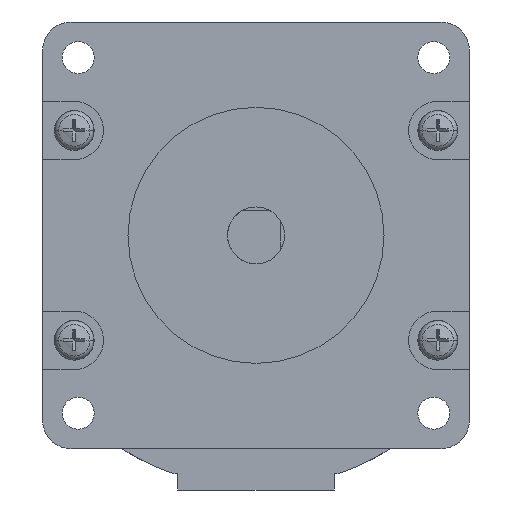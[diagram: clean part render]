
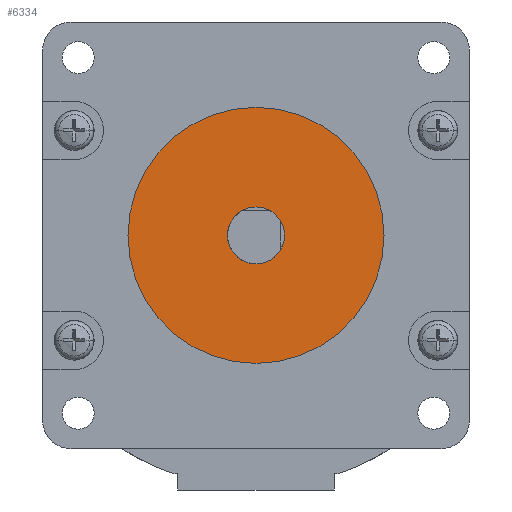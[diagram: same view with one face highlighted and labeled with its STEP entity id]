
A CAD part, left-side view. The second image highlights one B-rep face of the part: STEP entity #6334.
In plain terms, the highlighted planar face has unit normal (-1, 0, 0).
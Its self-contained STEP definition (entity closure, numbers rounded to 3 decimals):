
#5550=CARTESIAN_POINT('POINT319',(-1.5,0.,
   -4.));
#5551=VERTEX_POINT('VERTEX319',#5550);
#5558=CARTESIAN_POINT('POINT320',(-1.5,0.,
   4.));
#5559=VERTEX_POINT('VERTEX320',#5558);
#5560=CARTESIAN_POINT('POS527',(-1.5,0.,0.));
#5561=DIRECTION('DIR783',(1.,0.,0.));
#5562=DIRECTION('DIR784',(0.,0.,-1.));
#5563=AXIS2_PLACEMENT_3D('AXIS257',#5560,#5561,#5562);
#5564=CIRCLE('ELLIPSE120',#5563,4.);
#5565=EDGE_CURVE('EDGE480',#5559,#5551,#5564,.T.);
#5593=EDGE_CURVE('EDGE482',#5551,#5559,#5564,.T.);
#6310=CARTESIAN_POINT('POINT353',(-1.5,0.,
   -18.));
#6311=VERTEX_POINT('VERTEX353',#6310);
#6312=CARTESIAN_POINT('POINT354',(-1.5,0.,
   18.));
#6313=VERTEX_POINT('VERTEX354',#6312);
#6314=CARTESIAN_POINT('POS610',(-1.5,0.,0.));
#6315=DIRECTION('DIR904',(1.,0.,0.));
#6316=DIRECTION('DIR905',(0.,0.,-1.));
#6317=AXIS2_PLACEMENT_3D('AXIS295',#6314,#6315,#6316);
#6318=CIRCLE('ELLIPSE133',#6317,18.);
#6319=EDGE_CURVE('EDGE547',#6311,#6313,#6318,.T.);
#6320=ORIENTED_EDGE('COEDGE1059',*,*,#6319,.F.);
#6321=EDGE_CURVE('EDGE548',#6313,#6311,#6318,.T.);
#6322=ORIENTED_EDGE('COEDGE1060',*,*,#6321,.F.);
#6323=EDGE_LOOP('NONE',(#6320,#6322));
#6324=FACE_BOUND('LOOP1',#6323,.T.);
#6325=ORIENTED_EDGE('COEDGE1061',*,*,#5593,.T.);
#6326=ORIENTED_EDGE('COEDGE1062',*,*,#5565,.T.);
#6327=EDGE_LOOP('NONE',(#6325,#6326));
#6328=FACE_BOUND('LOOP1',#6327,.T.);
#6329=CARTESIAN_POINT('POS611',(-1.5,0.,
   -11.));
#6330=DIRECTION('DIR906',(-1.,0.,0.));
#6331=DIRECTION('DIR907',(0.,1.,0.));
#6332=AXIS2_PLACEMENT_3D('AXIS296',#6329,#6330,#6331);
#6333=PLANE('PLANE100',#6332);
#6334=ADVANCED_FACE('FACE204',(#6324,#6328),#6333,.T.);
